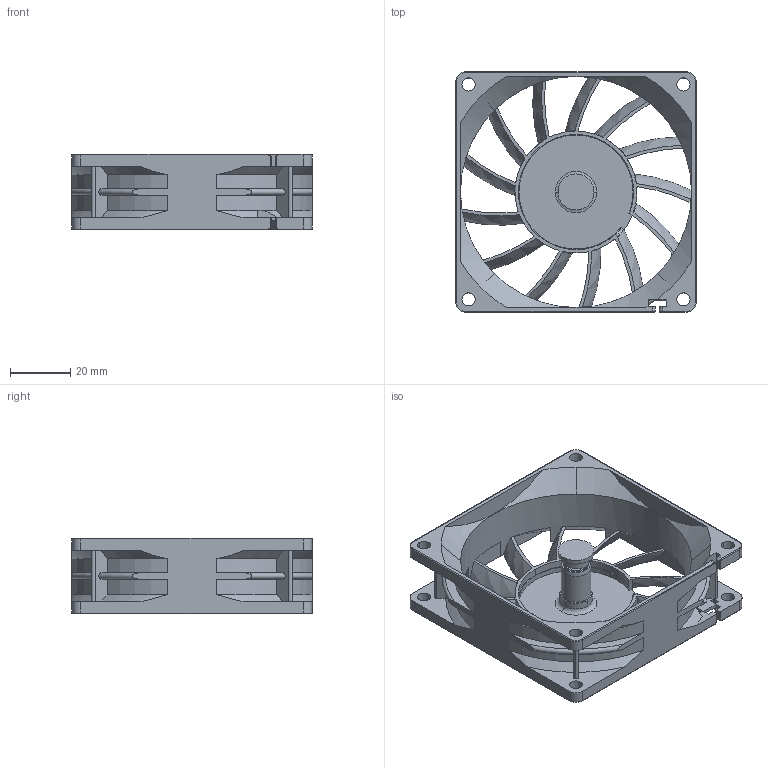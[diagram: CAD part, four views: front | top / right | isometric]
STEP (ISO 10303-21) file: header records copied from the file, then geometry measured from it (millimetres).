
FILE_DESCRIPTION (( 'STEP AP203' ), '1' );
FILE_NAME ('OA825EC Frame Only.stp', '2020-08-18T17:13:08', ( '' ), ( '' ), 'SwSTEP 2.0', 'SolidWorks 2018', '' );
FILE_SCHEMA (( 'CONFIG_CONTROL_DESIGN' ));
Length unit declared in the file: millimetre
Products named in the file (1): OA825EC Frame Only
Bounding box: 80 x 80 x 25.2 mm (x, y, z)
Volume: 24710.5 mm3; surface area: 29192.1 mm2
Topology: 4 solids, 4 shells, 444 faces, 1230 edges, 795 vertices
Faces by surface type: cylinder 140, plane 118, bspline 97, torus 45, cone 44
Entity records: 21282 total; most frequent: CARTESIAN_POINT 10749, ORIENTED_EDGE 2460, DIRECTION 1835, EDGE_CURVE 1230, VERTEX_POINT 795, AXIS2_PLACEMENT_3D 753, EDGE_LOOP 497, B_SPLINE_CURVE_WITH_KNOTS 480
